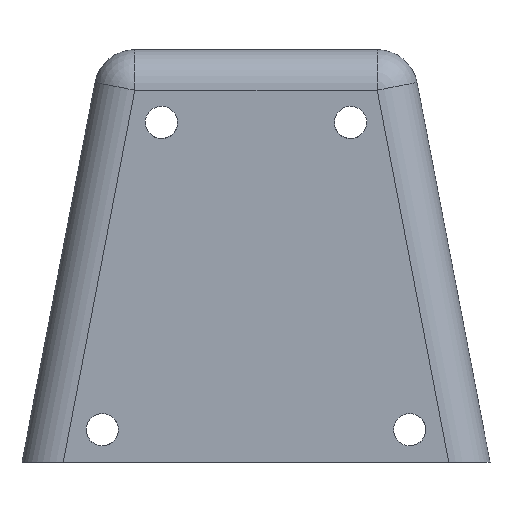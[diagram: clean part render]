
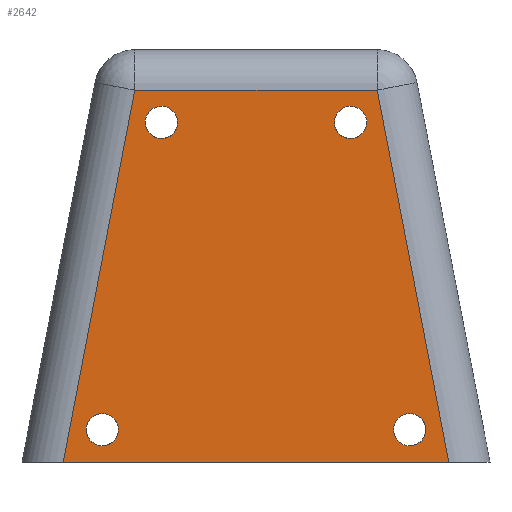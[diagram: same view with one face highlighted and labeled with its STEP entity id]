
A CAD part, front view. The second image highlights one B-rep face of the part: STEP entity #2642.
In plain terms, the highlighted planar face has unit normal (0, -1, 0).
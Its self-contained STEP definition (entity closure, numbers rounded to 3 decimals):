
#1226=CARTESIAN_POINT('Vertex',(-42.672,-13.001,25.)) ;
#1229=CARTESIAN_POINT('Line Origine',(-27.672,-13.001,25.)) ;
#1233=CARTESIAN_POINT('Vertex',(-12.672,-13.001,25.)) ;
#2204=CARTESIAN_POINT('Vertex',(-3.819,-13.001,-21.038)) ;
#2207=CARTESIAN_POINT('Line Origine',(-27.672,-13.001,-21.038)) ;
#2211=CARTESIAN_POINT('Vertex',(-51.526,-13.001,-21.038)) ;
#2510=CARTESIAN_POINT('Line Origine',(-8.246,-13.001,1.981)) ;
#2522=CARTESIAN_POINT('Axis2P3D Location',(0.,-13.001,0.)) ;
#2527=CARTESIAN_POINT('Line Origine',(-47.099,-13.001,1.981)) ;
#2538=CARTESIAN_POINT('Axis2P3D Location',(-39.368,-13.001,21.)) ;
#2542=CARTESIAN_POINT('Vertex',(-41.368,-13.001,21.)) ;
#2544=CARTESIAN_POINT('Vertex',(-37.954,-13.001,22.414)) ;
#2547=CARTESIAN_POINT('Axis2P3D Location',(-39.368,-13.001,21.)) ;
#2551=CARTESIAN_POINT('Vertex',(-37.368,-13.001,21.)) ;
#2554=CARTESIAN_POINT('Axis2P3D Location',(-39.368,-13.001,21.)) ;
#2558=CARTESIAN_POINT('Vertex',(-40.783,-13.001,19.586)) ;
#2561=CARTESIAN_POINT('Axis2P3D Location',(-39.368,-13.001,21.)) ;
#2572=CARTESIAN_POINT('Axis2P3D Location',(-15.977,-13.001,21.)) ;
#2576=CARTESIAN_POINT('Vertex',(-17.976,-13.001,21.)) ;
#2578=CARTESIAN_POINT('Vertex',(-17.391,-13.001,22.414)) ;
#2581=CARTESIAN_POINT('Axis2P3D Location',(-15.977,-13.001,21.)) ;
#2585=CARTESIAN_POINT('Vertex',(-13.977,-13.001,21.)) ;
#2588=CARTESIAN_POINT('Axis2P3D Location',(-15.977,-13.001,21.)) ;
#2592=CARTESIAN_POINT('Vertex',(-14.562,-13.001,19.586)) ;
#2595=CARTESIAN_POINT('Axis2P3D Location',(-15.977,-13.001,21.)) ;
#2606=CARTESIAN_POINT('Axis2P3D Location',(-46.676,-13.001,-17.)) ;
#2610=CARTESIAN_POINT('Vertex',(-48.676,-13.001,-17.)) ;
#2612=CARTESIAN_POINT('Vertex',(-44.676,-13.001,-17.)) ;
#2615=CARTESIAN_POINT('Axis2P3D Location',(-46.676,-13.001,-17.)) ;
#2624=CARTESIAN_POINT('Axis2P3D Location',(-8.669,-13.001,-17.)) ;
#2628=CARTESIAN_POINT('Vertex',(-10.669,-13.001,-17.)) ;
#2630=CARTESIAN_POINT('Vertex',(-6.669,-13.001,-17.)) ;
#2633=CARTESIAN_POINT('Axis2P3D Location',(-8.669,-13.001,-17.)) ;
#1230=DIRECTION('Vector Direction',(1.,0.,0.)) ;
#2208=DIRECTION('Vector Direction',(-1.,0.,0.)) ;
#2511=DIRECTION('Vector Direction',(0.189,0.,-0.982)) ;
#2523=DIRECTION('Axis2P3D Direction',(0.,1.,0.)) ;
#2524=DIRECTION('Axis2P3D XDirection',(-1.,0.,0.)) ;
#2528=DIRECTION('Vector Direction',(0.189,0.,0.982)) ;
#2539=DIRECTION('Axis2P3D Direction',(0.,1.,0.)) ;
#2548=DIRECTION('Axis2P3D Direction',(0.,1.,0.)) ;
#2555=DIRECTION('Axis2P3D Direction',(0.,1.,0.)) ;
#2562=DIRECTION('Axis2P3D Direction',(0.,1.,0.)) ;
#2573=DIRECTION('Axis2P3D Direction',(0.,1.,0.)) ;
#2582=DIRECTION('Axis2P3D Direction',(0.,1.,0.)) ;
#2589=DIRECTION('Axis2P3D Direction',(0.,1.,0.)) ;
#2596=DIRECTION('Axis2P3D Direction',(0.,1.,0.)) ;
#2607=DIRECTION('Axis2P3D Direction',(0.,1.,0.)) ;
#2616=DIRECTION('Axis2P3D Direction',(0.,1.,0.)) ;
#2625=DIRECTION('Axis2P3D Direction',(0.,1.,0.)) ;
#2634=DIRECTION('Axis2P3D Direction',(0.,1.,0.)) ;
#2525=AXIS2_PLACEMENT_3D('Plane Axis2P3D',#2522,#2523,#2524) ;
#2540=AXIS2_PLACEMENT_3D('Circle Axis2P3D',#2538,#2539,$) ;
#2549=AXIS2_PLACEMENT_3D('Circle Axis2P3D',#2547,#2548,$) ;
#2556=AXIS2_PLACEMENT_3D('Circle Axis2P3D',#2554,#2555,$) ;
#2563=AXIS2_PLACEMENT_3D('Circle Axis2P3D',#2561,#2562,$) ;
#2574=AXIS2_PLACEMENT_3D('Circle Axis2P3D',#2572,#2573,$) ;
#2583=AXIS2_PLACEMENT_3D('Circle Axis2P3D',#2581,#2582,$) ;
#2590=AXIS2_PLACEMENT_3D('Circle Axis2P3D',#2588,#2589,$) ;
#2597=AXIS2_PLACEMENT_3D('Circle Axis2P3D',#2595,#2596,$) ;
#2608=AXIS2_PLACEMENT_3D('Circle Axis2P3D',#2606,#2607,$) ;
#2617=AXIS2_PLACEMENT_3D('Circle Axis2P3D',#2615,#2616,$) ;
#2626=AXIS2_PLACEMENT_3D('Circle Axis2P3D',#2624,#2625,$) ;
#2635=AXIS2_PLACEMENT_3D('Circle Axis2P3D',#2633,#2634,$) ;
#2533=ORIENTED_EDGE('',*,*,#2213,.F.) ;
#2534=ORIENTED_EDGE('',*,*,#2514,.F.) ;
#2535=ORIENTED_EDGE('',*,*,#1235,.F.) ;
#2536=ORIENTED_EDGE('',*,*,#2531,.F.) ;
#2567=ORIENTED_EDGE('',*,*,#2546,.T.) ;
#2568=ORIENTED_EDGE('',*,*,#2553,.T.) ;
#2569=ORIENTED_EDGE('',*,*,#2560,.T.) ;
#2570=ORIENTED_EDGE('',*,*,#2565,.T.) ;
#2601=ORIENTED_EDGE('',*,*,#2580,.T.) ;
#2602=ORIENTED_EDGE('',*,*,#2587,.T.) ;
#2603=ORIENTED_EDGE('',*,*,#2594,.T.) ;
#2604=ORIENTED_EDGE('',*,*,#2599,.T.) ;
#2621=ORIENTED_EDGE('',*,*,#2614,.T.) ;
#2622=ORIENTED_EDGE('',*,*,#2619,.T.) ;
#2639=ORIENTED_EDGE('',*,*,#2632,.T.) ;
#2640=ORIENTED_EDGE('',*,*,#2637,.T.) ;
#2571=FACE_BOUND('',#2566,.T.) ;
#2605=FACE_BOUND('',#2600,.T.) ;
#2623=FACE_BOUND('',#2620,.T.) ;
#2641=FACE_BOUND('',#2638,.T.) ;
#1231=VECTOR('Line Direction',#1230,1.) ;
#2209=VECTOR('Line Direction',#2208,1.) ;
#2512=VECTOR('Line Direction',#2511,1.) ;
#2529=VECTOR('Line Direction',#2528,1.) ;
#2642=ADVANCED_FACE('Corps de pi\X2\00E8\X0\ce.3',(#2537,#2571,#2605,#2623,#2641),#2526,.F.) ;
#2541=CIRCLE('generated circle',#2540,2.) ;
#2550=CIRCLE('generated circle',#2549,2.) ;
#2557=CIRCLE('generated circle',#2556,2.) ;
#2564=CIRCLE('generated circle',#2563,2.) ;
#2575=CIRCLE('generated circle',#2574,2.) ;
#2584=CIRCLE('generated circle',#2583,2.) ;
#2591=CIRCLE('generated circle',#2590,2.) ;
#2598=CIRCLE('generated circle',#2597,2.) ;
#2609=CIRCLE('generated circle',#2608,2.) ;
#2618=CIRCLE('generated circle',#2617,2.) ;
#2627=CIRCLE('generated circle',#2626,2.) ;
#2636=CIRCLE('generated circle',#2635,2.) ;
#1235=EDGE_CURVE('',#1227,#1234,#1232,.T.) ;
#2213=EDGE_CURVE('',#2205,#2212,#2210,.T.) ;
#2514=EDGE_CURVE('',#1234,#2205,#2513,.T.) ;
#2531=EDGE_CURVE('',#2212,#1227,#2530,.T.) ;
#2546=EDGE_CURVE('',#2543,#2545,#2541,.T.) ;
#2553=EDGE_CURVE('',#2545,#2552,#2550,.T.) ;
#2560=EDGE_CURVE('',#2552,#2559,#2557,.T.) ;
#2565=EDGE_CURVE('',#2559,#2543,#2564,.T.) ;
#2580=EDGE_CURVE('',#2577,#2579,#2575,.T.) ;
#2587=EDGE_CURVE('',#2579,#2586,#2584,.T.) ;
#2594=EDGE_CURVE('',#2586,#2593,#2591,.T.) ;
#2599=EDGE_CURVE('',#2593,#2577,#2598,.T.) ;
#2614=EDGE_CURVE('',#2611,#2613,#2609,.T.) ;
#2619=EDGE_CURVE('',#2613,#2611,#2618,.T.) ;
#2632=EDGE_CURVE('',#2629,#2631,#2627,.T.) ;
#2637=EDGE_CURVE('',#2631,#2629,#2636,.T.) ;
#2532=EDGE_LOOP('',(#2533,#2534,#2535,#2536)) ;
#2566=EDGE_LOOP('',(#2567,#2568,#2569,#2570)) ;
#2600=EDGE_LOOP('',(#2601,#2602,#2603,#2604)) ;
#2620=EDGE_LOOP('',(#2621,#2622)) ;
#2638=EDGE_LOOP('',(#2639,#2640)) ;
#2537=FACE_OUTER_BOUND('',#2532,.T.) ;
#1232=LINE('Line',#1229,#1231) ;
#2210=LINE('Line',#2207,#2209) ;
#2513=LINE('Line',#2510,#2512) ;
#2530=LINE('Line',#2527,#2529) ;
#2526=PLANE('Plane',#2525) ;
#1227=VERTEX_POINT('',#1226) ;
#1234=VERTEX_POINT('',#1233) ;
#2205=VERTEX_POINT('',#2204) ;
#2212=VERTEX_POINT('',#2211) ;
#2543=VERTEX_POINT('',#2542) ;
#2545=VERTEX_POINT('',#2544) ;
#2552=VERTEX_POINT('',#2551) ;
#2559=VERTEX_POINT('',#2558) ;
#2577=VERTEX_POINT('',#2576) ;
#2579=VERTEX_POINT('',#2578) ;
#2586=VERTEX_POINT('',#2585) ;
#2593=VERTEX_POINT('',#2592) ;
#2611=VERTEX_POINT('',#2610) ;
#2613=VERTEX_POINT('',#2612) ;
#2629=VERTEX_POINT('',#2628) ;
#2631=VERTEX_POINT('',#2630) ;
